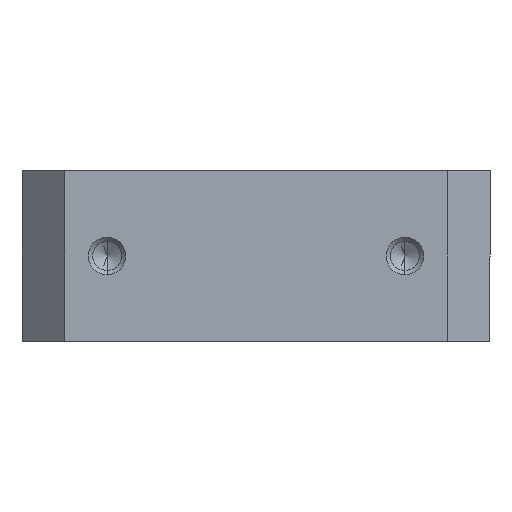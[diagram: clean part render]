
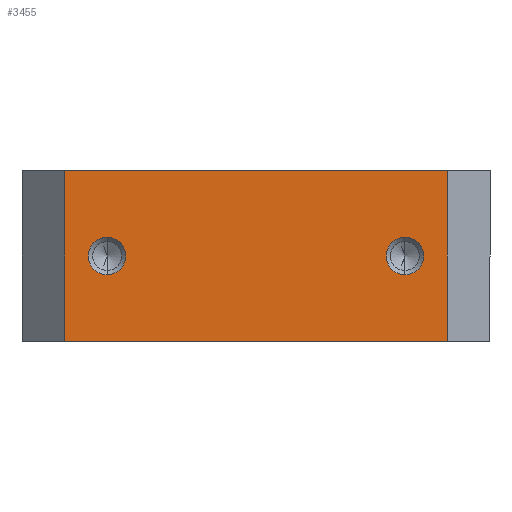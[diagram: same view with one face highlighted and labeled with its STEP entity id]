
A CAD part, front view. The second image highlights one B-rep face of the part: STEP entity #3455.
In plain terms, the highlighted planar face has unit normal (0, -1, 0).
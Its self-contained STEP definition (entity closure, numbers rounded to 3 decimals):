
#11 = LINE ( 'NONE', #1851, #1550 ) ;
#46 = AXIS2_PLACEMENT_3D ( 'NONE', #1791, #3657, #1472 ) ;
#116 = VECTOR ( 'NONE', #2787, 1000. ) ;
#125 = CARTESIAN_POINT ( 'NONE',  ( -35., -55., -4.4 ) ) ;
#268 = CARTESIAN_POINT ( 'NONE',  ( -45., -55., 20. ) ) ;
#284 = EDGE_CURVE ( 'NONE', #443, #2848, #968, .T. ) ;
#347 = EDGE_CURVE ( 'NONE', #2185, #391, #3665, .T. ) ;
#361 = CARTESIAN_POINT ( 'NONE',  ( -45., -55., -20. ) ) ;
#364 = AXIS2_PLACEMENT_3D ( 'NONE', #1450, #1176, #3256 ) ;
#366 = DIRECTION ( 'NONE',  ( -1., 0., 0. ) ) ;
#378 = DIRECTION ( 'NONE',  ( 0., 1., 0. ) ) ;
#391 = VERTEX_POINT ( 'NONE', #3548 ) ;
#398 = CARTESIAN_POINT ( 'NONE',  ( 35., -55., -4.4 ) ) ;
#437 = CARTESIAN_POINT ( 'NONE',  ( 55., -55., 20. ) ) ;
#443 = VERTEX_POINT ( 'NONE', #268 ) ;
#507 = ORIENTED_EDGE ( 'NONE', *, *, #2308, .T. ) ;
#604 = VECTOR ( 'NONE', #693, 1000. ) ;
#684 = EDGE_CURVE ( 'NONE', #3021, #2848, #2775, .T. ) ;
#693 = DIRECTION ( 'NONE',  ( 0., 0., 1. ) ) ;
#761 = CARTESIAN_POINT ( 'NONE',  ( 35., -55., 0. ) ) ;
#764 = FACE_BOUND ( 'NONE', #1333, .T. ) ;
#847 = CIRCLE ( 'NONE', #1222, 4.4 ) ;
#880 = ORIENTED_EDGE ( 'NONE', *, *, #2075, .T. ) ;
#968 = LINE ( 'NONE', #437, #1814 ) ;
#977 = DIRECTION ( 'NONE',  ( 0., 1., 0. ) ) ;
#1068 = VERTEX_POINT ( 'NONE', #361 ) ;
#1162 = CIRCLE ( 'NONE', #46, 4.4 ) ;
#1176 = DIRECTION ( 'NONE',  ( 0., 1., 0. ) ) ;
#1182 = EDGE_LOOP ( 'NONE', ( #2295, #1299, #3709, #2474 ) ) ;
#1183 = DIRECTION ( 'NONE',  ( 0., 0., -1. ) ) ;
#1222 = AXIS2_PLACEMENT_3D ( 'NONE', #761, #2002, #1704 ) ;
#1243 = LINE ( 'NONE', #3083, #116 ) ;
#1256 = EDGE_CURVE ( 'NONE', #2821, #2770, #1162, .T. ) ;
#1275 = ORIENTED_EDGE ( 'NONE', *, *, #1256, .T. ) ;
#1299 = ORIENTED_EDGE ( 'NONE', *, *, #1795, .T. ) ;
#1323 = CARTESIAN_POINT ( 'NONE',  ( 35., -55., 0. ) ) ;
#1333 = EDGE_LOOP ( 'NONE', ( #2601, #880 ) ) ;
#1450 = CARTESIAN_POINT ( 'NONE',  ( -35., -55., 0. ) ) ;
#1472 = DIRECTION ( 'NONE',  ( -1., 0., 0. ) ) ;
#1550 = VECTOR ( 'NONE', #1183, 1000. ) ;
#1704 = DIRECTION ( 'NONE',  ( -1., 0., 0. ) ) ;
#1791 = CARTESIAN_POINT ( 'NONE',  ( -35., -55., 0. ) ) ;
#1795 = EDGE_CURVE ( 'NONE', #443, #1068, #11, .T. ) ;
#1814 = VECTOR ( 'NONE', #2778, 1000. ) ;
#1851 = CARTESIAN_POINT ( 'NONE',  ( -45., -55., 20. ) ) ;
#1937 = EDGE_CURVE ( 'NONE', #1068, #3021, #1243, .T. ) ;
#2002 = DIRECTION ( 'NONE',  ( 0., 1., 0. ) ) ;
#2075 = EDGE_CURVE ( 'NONE', #391, #2185, #847, .T. ) ;
#2185 = VERTEX_POINT ( 'NONE', #398 ) ;
#2224 = CARTESIAN_POINT ( 'NONE',  ( 45., -55., 20. ) ) ;
#2295 = ORIENTED_EDGE ( 'NONE', *, *, #284, .F. ) ;
#2308 = EDGE_CURVE ( 'NONE', #2770, #2821, #2942, .T. ) ;
#2458 = PLANE ( 'NONE',  #3011 ) ;
#2474 = ORIENTED_EDGE ( 'NONE', *, *, #684, .T. ) ;
#2535 = FACE_BOUND ( 'NONE', #3320, .T. ) ;
#2601 = ORIENTED_EDGE ( 'NONE', *, *, #347, .T. ) ;
#2770 = VERTEX_POINT ( 'NONE', #3488 ) ;
#2775 = LINE ( 'NONE', #3379, #604 ) ;
#2778 = DIRECTION ( 'NONE',  ( 1., 0., 0. ) ) ;
#2787 = DIRECTION ( 'NONE',  ( 1., 0., 0. ) ) ;
#2821 = VERTEX_POINT ( 'NONE', #125 ) ;
#2848 = VERTEX_POINT ( 'NONE', #2224 ) ;
#2942 = CIRCLE ( 'NONE', #364, 4.4 ) ;
#3011 = AXIS2_PLACEMENT_3D ( 'NONE', #3795, #378, #3088 ) ;
#3021 = VERTEX_POINT ( 'NONE', #3743 ) ;
#3083 = CARTESIAN_POINT ( 'NONE',  ( 55., -55., -20. ) ) ;
#3088 = DIRECTION ( 'NONE',  ( -1., 0., 0. ) ) ;
#3164 = AXIS2_PLACEMENT_3D ( 'NONE', #1323, #977, #366 ) ;
#3256 = DIRECTION ( 'NONE',  ( -1., 0., 0. ) ) ;
#3320 = EDGE_LOOP ( 'NONE', ( #1275, #507 ) ) ;
#3379 = CARTESIAN_POINT ( 'NONE',  ( 45., -55., 20. ) ) ;
#3445 = FACE_OUTER_BOUND ( 'NONE', #1182, .T. ) ;
#3455 = ADVANCED_FACE ( 'NONE', ( #2535, #764, #3445 ), #2458, .F. ) ;
#3488 = CARTESIAN_POINT ( 'NONE',  ( -35., -55., 4.4 ) ) ;
#3548 = CARTESIAN_POINT ( 'NONE',  ( 35., -55., 4.4 ) ) ;
#3657 = DIRECTION ( 'NONE',  ( 0., 1., 0. ) ) ;
#3665 = CIRCLE ( 'NONE', #3164, 4.4 ) ;
#3709 = ORIENTED_EDGE ( 'NONE', *, *, #1937, .T. ) ;
#3743 = CARTESIAN_POINT ( 'NONE',  ( 45., -55., -20. ) ) ;
#3795 = CARTESIAN_POINT ( 'NONE',  ( 55., -55., 20. ) ) ;
